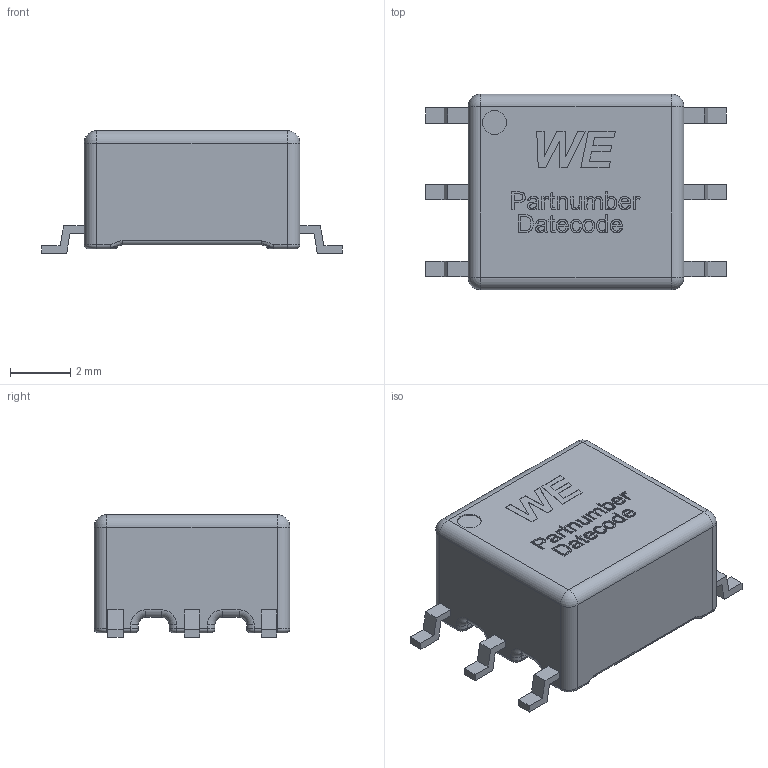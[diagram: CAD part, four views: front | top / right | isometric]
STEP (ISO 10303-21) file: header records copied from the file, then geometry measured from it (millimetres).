
FILE_DESCRIPTION(/* description */ ('Unknown'),/* implementation_level */ '2;1');
FILE_NAME(/* name */ 'T_Wurth_WE-PSPA-1006',/* time_stamp */ '2025-09-11T17:46:59+08:00',/* author */ ('Unknown'),/* organization */ ('Unknown'),/* preprocessor_version */ 'ST-DEVELOPER v19.4',/* originating_system */ 'Solid Edge',/* authorisation */ 'Unknown');
FILE_SCHEMA (('AUTOMOTIVE_DESIGN {1 0 10303 214 3 1 1}'));
Length unit declared in the file: millimetre
Products named in the file (2): T_Wurth_WE-PSPA-1006
Assembly tree (1 placements, depth 2):
  T_Wurth_WE-PSPA-1006
    T_Wurth_WE-PSPA-1006
Bounding box: 9.96 x 6.48 x 4.06 mm (x, y, z)
Volume: 110.1 mm3; surface area: 349.1 mm2
Topology: 2 solids, 2 shells, 421 faces, 1025 edges, 636 vertices
Faces by surface type: plane 219, cylinder 85, bspline 57, torus 52, sphere 8
Full cylindrical faces by diameter (mm): 0.8 x1, 2.5 x1, 4.5 x1
Entity records: 16274 total; most frequent: CARTESIAN_POINT 4226, ORIENTED_EDGE 2012, DIRECTION 1625, EDGE_CURVE 1006, VERTEX_POINT 636, AXIS2_PLACEMENT_3D 588, EDGE_LOOP 470, FACE_BOUND 470
